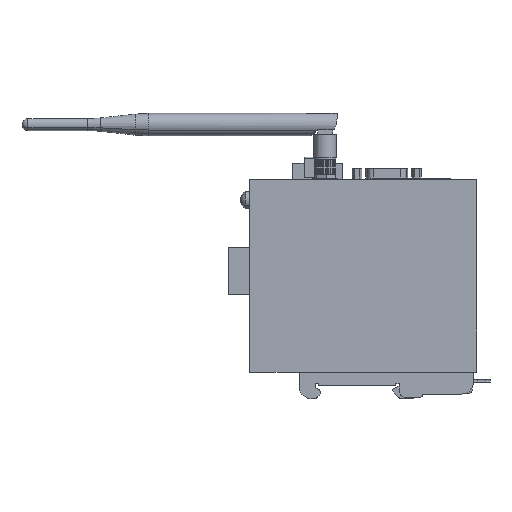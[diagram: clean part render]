
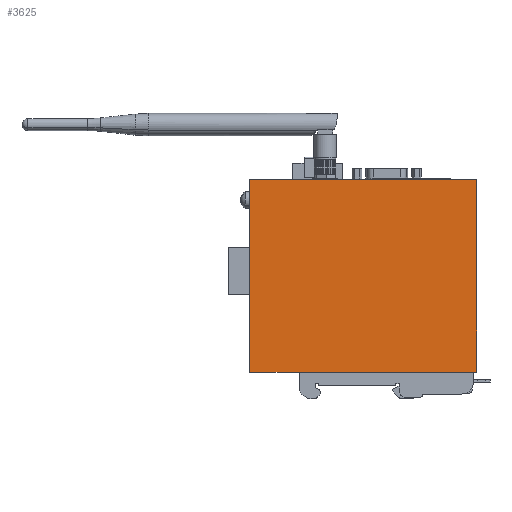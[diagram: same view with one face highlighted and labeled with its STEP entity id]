
A CAD part, left-side view. The second image highlights one B-rep face of the part: STEP entity #3625.
In plain terms, the highlighted planar face has unit normal (-1, 0, 0).
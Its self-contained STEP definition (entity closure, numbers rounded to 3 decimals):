
#3605=AXIS2_PLACEMENT_3D('Plane Axis2P3D',#3602,#3603,#3604) ;
#1864=CARTESIAN_POINT('Line Origine',(0.,53.1,91.7)) ;
#1868=CARTESIAN_POINT('Vertex',(0.,5.6,91.7)) ;
#1870=CARTESIAN_POINT('Vertex',(0.,100.6,91.7)) ;
#2340=CARTESIAN_POINT('Line Origine',(0.,5.6,51.4)) ;
#2344=CARTESIAN_POINT('Vertex',(0.,5.6,11.1)) ;
#3602=CARTESIAN_POINT('Axis2P3D Location',(0.,5.6,91.7)) ;
#3607=CARTESIAN_POINT('Line Origine',(0.,100.6,51.4)) ;
#3611=CARTESIAN_POINT('Vertex',(0.,100.6,11.1)) ;
#3614=CARTESIAN_POINT('Line Origine',(0.,53.1,11.1)) ;
#1865=DIRECTION('Vector Direction',(0.,1.,0.)) ;
#2341=DIRECTION('Vector Direction',(0.,0.,-1.)) ;
#3603=DIRECTION('Axis2P3D Direction',(1.,0.,0.)) ;
#3604=DIRECTION('Axis2P3D XDirection',(0.,0.,-1.)) ;
#3608=DIRECTION('Vector Direction',(0.,0.,-1.)) ;
#3615=DIRECTION('Vector Direction',(0.,1.,0.)) ;
#1866=VECTOR('Line Direction',#1865,1.) ;
#2342=VECTOR('Line Direction',#2341,1.) ;
#3609=VECTOR('Line Direction',#3608,1.) ;
#3616=VECTOR('Line Direction',#3615,1.) ;
#3620=ORIENTED_EDGE('',*,*,#3613,.T.) ;
#3621=ORIENTED_EDGE('',*,*,#3618,.F.) ;
#3622=ORIENTED_EDGE('',*,*,#2346,.F.) ;
#3623=ORIENTED_EDGE('',*,*,#1872,.T.) ;
#3625=ADVANCED_FACE('ROUTER',(#3624),#3606,.F.) ;
#1872=EDGE_CURVE('',#1869,#1871,#1867,.T.) ;
#2346=EDGE_CURVE('',#1869,#2345,#2343,.T.) ;
#3613=EDGE_CURVE('',#1871,#3612,#3610,.T.) ;
#3618=EDGE_CURVE('',#2345,#3612,#3617,.T.) ;
#3619=EDGE_LOOP('',(#3620,#3621,#3622,#3623)) ;
#3624=FACE_OUTER_BOUND('',#3619,.T.) ;
#1867=LINE('Line',#1864,#1866) ;
#2343=LINE('Line',#2340,#2342) ;
#3610=LINE('Line',#3607,#3609) ;
#3617=LINE('Line',#3614,#3616) ;
#3606=PLANE('',#3605) ;
#1869=VERTEX_POINT('',#1868) ;
#1871=VERTEX_POINT('',#1870) ;
#2345=VERTEX_POINT('',#2344) ;
#3612=VERTEX_POINT('',#3611) ;
